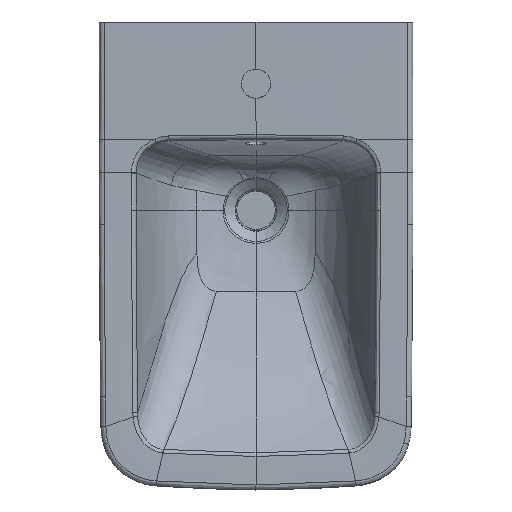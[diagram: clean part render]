
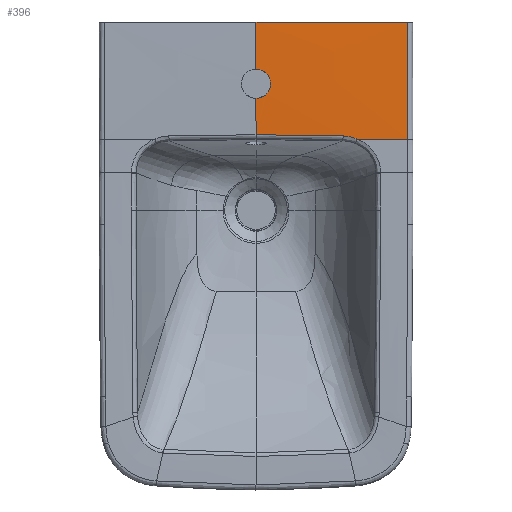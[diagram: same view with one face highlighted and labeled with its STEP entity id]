
A CAD part, top view. The second image highlights one B-rep face of the part: STEP entity #396.
In plain terms, the highlighted free-form (B-spline) face has degree [3, 3] with [5, 8] control points.
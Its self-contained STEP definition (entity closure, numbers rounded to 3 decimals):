
#157=B_SPLINE_SURFACE_WITH_KNOTS('',3,3,((#3965,#3966,#3967,#3968,#3969,
#3970,#3971,#3972),(#3973,#3974,#3975,#3976,#3977,#3978,#3979,#3980),(#3981,
#3982,#3983,#3984,#3985,#3986,#3987,#3988),(#3989,#3990,#3991,#3992,#3993,
#3994,#3995,#3996),(#3997,#3998,#3999,#4000,#4001,#4002,#4003,#4004)),
 .UNSPECIFIED.,.F.,.F.,.F.,(4,1,4),(4,1,1,1,1,4),(0.,0.5,1.),(0.,0.125,
0.25,0.375,0.5,1.),.UNSPECIFIED.);
#219=B_SPLINE_CURVE_WITH_KNOTS('',3,(#2024,#2025,#2026,#2027,#2028),
 .UNSPECIFIED.,.F.,.F.,(4,1,4),(0.,0.5,1.),.UNSPECIFIED.);
#225=B_SPLINE_CURVE_WITH_KNOTS('',3,(#2151,#2152,#2153,#2154,#2155,#2156,
#2157,#2158,#2159,#2160,#2161,#2162,#2163,#2164),.UNSPECIFIED.,.F.,.F.,
(4,2,2,2,2,2,4),(0.,0.25,0.375,0.5,0.75,0.875,
1.),.UNSPECIFIED.);
#227=B_SPLINE_CURVE_WITH_KNOTS('',3,(#2174,#2175,#2176,#2177),
 .UNSPECIFIED.,.F.,.F.,(4,4),(0.,1.),.UNSPECIFIED.);
#240=B_SPLINE_CURVE_WITH_KNOTS('',3,(#3921,#3922,#3923,#3924),
 .UNSPECIFIED.,.F.,.F.,(4,4),(0.,1.),.UNSPECIFIED.);
#241=B_SPLINE_CURVE_WITH_KNOTS('',3,(#3937,#3938,#3939,#3940,#3941,#3942,
#3943,#3944),.UNSPECIFIED.,.F.,.F.,(4,1,1,1,1,4),(0.,0.5,0.625,0.75,0.875,
1.),.UNSPECIFIED.);
#242=B_SPLINE_CURVE_WITH_KNOTS('',3,(#3945,#3946,#3947,#3948,#3949,#3950),
 .UNSPECIFIED.,.F.,.F.,(4,2,4),(0.,0.5,1.),.UNSPECIFIED.);
#243=B_SPLINE_CURVE_WITH_KNOTS('',3,(#3952,#3953,#3954,#3955,#3956),
 .UNSPECIFIED.,.F.,.F.,(4,1,4),(0.,0.5,1.),.UNSPECIFIED.);
#244=B_SPLINE_CURVE_WITH_KNOTS('',3,(#3957,#3958,#3959,#3960,#3961,#3962,
#3963,#3964),.UNSPECIFIED.,.F.,.F.,(4,1,1,1,1,4),(0.,0.5,0.625,0.75,0.875,
1.),.UNSPECIFIED.);
#396=ADVANCED_FACE('',(#504),#157,.F.);
#504=FACE_OUTER_BOUND('',#609,.T.);
#609=EDGE_LOOP('',(#763,#764,#765,#766,#767,#768,#769,#770));
#763=ORIENTED_EDGE('',*,*,#1358,.F.);
#764=ORIENTED_EDGE('',*,*,#1379,.F.);
#765=ORIENTED_EDGE('',*,*,#1378,.F.);
#766=ORIENTED_EDGE('',*,*,#1380,.T.);
#767=ORIENTED_EDGE('',*,*,#1381,.T.);
#768=ORIENTED_EDGE('',*,*,#1360,.F.);
#769=ORIENTED_EDGE('',*,*,#1349,.T.);
#770=ORIENTED_EDGE('',*,*,#1382,.F.);
#1208=VERTEX_POINT('',#2023);
#1209=VERTEX_POINT('',#2029);
#1214=VERTEX_POINT('',#2150);
#1215=VERTEX_POINT('',#2165);
#1216=VERTEX_POINT('',#2178);
#1227=VERTEX_POINT('',#3908);
#1229=VERTEX_POINT('',#3920);
#1230=VERTEX_POINT('',#3951);
#1349=EDGE_CURVE('',#1209,#1208,#219,.T.);
#1358=EDGE_CURVE('',#1214,#1215,#225,.T.);
#1360=EDGE_CURVE('',#1209,#1216,#227,.T.);
#1378=EDGE_CURVE('',#1229,#1227,#240,.T.);
#1379=EDGE_CURVE('',#1227,#1214,#241,.T.);
#1380=EDGE_CURVE('',#1229,#1230,#242,.T.);
#1381=EDGE_CURVE('',#1230,#1216,#243,.T.);
#1382=EDGE_CURVE('',#1215,#1208,#244,.T.);
#2023=CARTESIAN_POINT('',(0.,0.,2.));
#2024=CARTESIAN_POINT('',(187.5,0.,0.));
#2025=CARTESIAN_POINT('',(156.255,0.,0.666));
#2026=CARTESIAN_POINT('',(93.757,0.,1.666));
#2027=CARTESIAN_POINT('',(31.252,0.,2.));
#2028=CARTESIAN_POINT('',(0.,0.,2.));
#2029=CARTESIAN_POINT('',(181.512,0.,0.126));
#2150=CARTESIAN_POINT('',(0.,-91.498,1.146));
#2151=CARTESIAN_POINT('',(0.,-91.498,1.146));
#2152=CARTESIAN_POINT('',(4.624,-91.498,1.146));
#2153=CARTESIAN_POINT('',(9.119,-89.632,1.179));
#2154=CARTESIAN_POINT('',(14.015,-84.729,1.261));
#2155=CARTESIAN_POINT('',(15.298,-82.8,1.292));
#2156=CARTESIAN_POINT('',(17.049,-78.564,1.359));
#2157=CARTESIAN_POINT('',(17.502,-76.27,1.395));
#2158=CARTESIAN_POINT('',(17.497,-69.424,1.497));
#2159=CARTESIAN_POINT('',(15.603,-64.855,1.561));
#2160=CARTESIAN_POINT('',(10.76,-60.013,1.627));
#2161=CARTESIAN_POINT('',(8.819,-58.713,1.645));
#2162=CARTESIAN_POINT('',(4.581,-56.957,1.668));
#2163=CARTESIAN_POINT('',(2.312,-56.502,1.674));
#2164=CARTESIAN_POINT('',(0.,-56.502,1.674));
#2165=CARTESIAN_POINT('',(0.,-56.502,1.674));
#2174=CARTESIAN_POINT('',(181.512,0.,0.126));
#2175=CARTESIAN_POINT('',(181.709,-46.665,0.121));
#2176=CARTESIAN_POINT('',(181.788,-93.333,0.085));
#2177=CARTESIAN_POINT('',(181.752,-140.,0.));
#2178=CARTESIAN_POINT('',(181.752,-140.,0.));
#3908=CARTESIAN_POINT('',(0.,-134.854,0.144));
#3920=CARTESIAN_POINT('',(104.145,-136.361,0.071));
#3921=CARTESIAN_POINT('',(104.145,-136.361,0.071));
#3922=CARTESIAN_POINT('',(69.442,-135.358,0.111));
#3923=CARTESIAN_POINT('',(34.721,-134.854,0.144));
#3924=CARTESIAN_POINT('',(0.,-134.854,0.144));
#3937=CARTESIAN_POINT('',(0.,-140.,0.));
#3938=CARTESIAN_POINT('',(0.,-116.673,0.666));
#3939=CARTESIAN_POINT('',(0.,-87.508,1.291));
#3940=CARTESIAN_POINT('',(0.,-52.506,1.729));
#3941=CARTESIAN_POINT('',(0.,-35.005,1.885));
#3942=CARTESIAN_POINT('',(0.,-17.502,1.979));
#3943=CARTESIAN_POINT('',(0.,-5.834,2.));
#3944=CARTESIAN_POINT('',(0.,0.,2.));
#3945=CARTESIAN_POINT('',(104.145,-136.361,0.071));
#3946=CARTESIAN_POINT('',(107.082,-136.446,0.068));
#3947=CARTESIAN_POINT('',(109.977,-136.792,0.059));
#3948=CARTESIAN_POINT('',(115.686,-138.009,0.035));
#3949=CARTESIAN_POINT('',(118.508,-138.887,0.019));
#3950=CARTESIAN_POINT('',(121.184,-140.,0.));
#3951=CARTESIAN_POINT('',(121.184,-140.,0.));
#3952=CARTESIAN_POINT('',(0.,-140.,0.));
#3953=CARTESIAN_POINT('',(31.311,-140.,0.));
#3954=CARTESIAN_POINT('',(93.934,-140.,0.));
#3955=CARTESIAN_POINT('',(156.556,-140.,0.));
#3956=CARTESIAN_POINT('',(187.868,-140.,0.));
#3957=CARTESIAN_POINT('',(0.,-140.,0.));
#3958=CARTESIAN_POINT('',(0.,-116.673,0.666));
#3959=CARTESIAN_POINT('',(0.,-87.508,1.291));
#3960=CARTESIAN_POINT('',(0.,-52.506,1.729));
#3961=CARTESIAN_POINT('',(0.,-35.005,1.885));
#3962=CARTESIAN_POINT('',(0.,-17.502,1.979));
#3963=CARTESIAN_POINT('',(0.,-5.834,2.));
#3964=CARTESIAN_POINT('',(0.,0.,2.));
#3965=CARTESIAN_POINT('',(0.,0.,2.));
#3966=CARTESIAN_POINT('',(0.,-5.834,2.));
#3967=CARTESIAN_POINT('',(0.,-17.502,1.979));
#3968=CARTESIAN_POINT('',(0.,-35.005,1.885));
#3969=CARTESIAN_POINT('',(0.,-52.506,1.729));
#3970=CARTESIAN_POINT('',(0.,-87.508,1.291));
#3971=CARTESIAN_POINT('',(0.,-116.673,0.666));
#3972=CARTESIAN_POINT('',(0.,-140.,0.));
#3973=CARTESIAN_POINT('',(31.252,0.,2.));
#3974=CARTESIAN_POINT('',(31.256,-5.834,2.));
#3975=CARTESIAN_POINT('',(31.264,-17.502,1.979));
#3976=CARTESIAN_POINT('',(31.274,-35.004,1.885));
#3977=CARTESIAN_POINT('',(31.283,-52.506,1.729));
#3978=CARTESIAN_POINT('',(31.299,-87.509,1.291));
#3979=CARTESIAN_POINT('',(31.308,-116.674,0.666));
#3980=CARTESIAN_POINT('',(31.311,-140.,0.));
#3981=CARTESIAN_POINT('',(93.757,0.,1.666));
#3982=CARTESIAN_POINT('',(93.769,-5.834,1.666));
#3983=CARTESIAN_POINT('',(93.793,-17.502,1.649));
#3984=CARTESIAN_POINT('',(93.824,-35.003,1.571));
#3985=CARTESIAN_POINT('',(93.852,-52.505,1.441));
#3986=CARTESIAN_POINT('',(93.9,-87.508,1.076));
#3987=CARTESIAN_POINT('',(93.924,-116.673,0.555));
#3988=CARTESIAN_POINT('',(93.934,-140.,0.));
#3989=CARTESIAN_POINT('',(156.255,0.,0.666));
#3990=CARTESIAN_POINT('',(156.275,-5.833,0.666));
#3991=CARTESIAN_POINT('',(156.314,-17.5,0.66));
#3992=CARTESIAN_POINT('',(156.367,-35.001,0.628));
#3993=CARTESIAN_POINT('',(156.414,-52.502,0.576));
#3994=CARTESIAN_POINT('',(156.495,-87.503,0.43));
#3995=CARTESIAN_POINT('',(156.538,-116.669,0.222));
#3996=CARTESIAN_POINT('',(156.556,-140.,0.));
#3997=CARTESIAN_POINT('',(187.5,0.,0.));
#3998=CARTESIAN_POINT('',(187.525,-5.833,-0.001));
#3999=CARTESIAN_POINT('',(187.571,-17.5,0.));
#4000=CARTESIAN_POINT('',(187.635,-35.,0.));
#4001=CARTESIAN_POINT('',(187.691,-52.5,0.));
#4002=CARTESIAN_POINT('',(187.79,-87.5,0.));
#4003=CARTESIAN_POINT('',(187.843,-116.667,0.));
#4004=CARTESIAN_POINT('',(187.868,-140.,0.));
